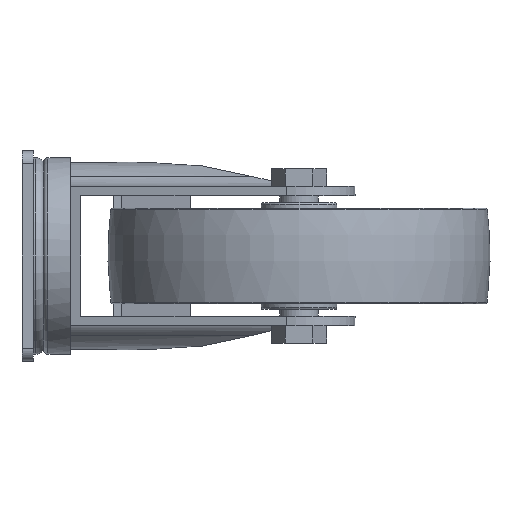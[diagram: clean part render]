
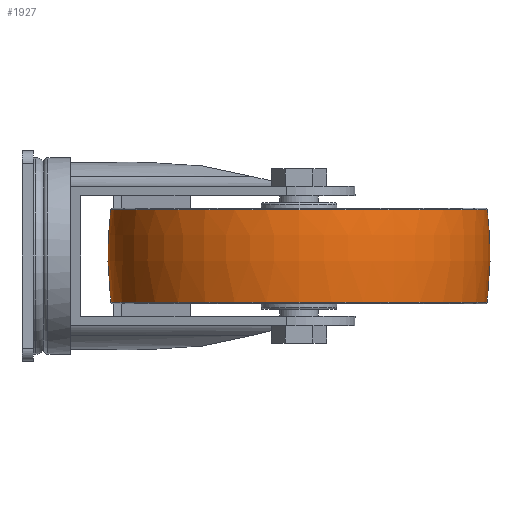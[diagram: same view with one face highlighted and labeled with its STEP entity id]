
A CAD part, left-side view. The second image highlights one B-rep face of the part: STEP entity #1927.
In plain terms, the highlighted toroidal (fillet/blend) face has major radius 100 mm and minor radius 200 mm.
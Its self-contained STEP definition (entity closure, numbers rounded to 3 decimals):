
#20=DEGENERATE_TOROIDAL_SURFACE('',#2127,100.,200.,
 .F.);
#152=CIRCLE('',#2126,98.54);
#153=CIRCLE('',#2128,98.54);
#528=ORIENTED_EDGE('',*,*,#902,.T.);
#529=ORIENTED_EDGE('',*,*,#901,.F.);
#901=EDGE_CURVE('',#1118,#1118,#152,.T.);
#902=EDGE_CURVE('',#1119,#1119,#153,.T.);
#1118=VERTEX_POINT('',#3209);
#1119=VERTEX_POINT('',#3212);
#1594=EDGE_LOOP('',(#528));
#1595=EDGE_LOOP('',(#529));
#1746=FACE_BOUND('',#1594,.T.);
#1747=FACE_BOUND('',#1595,.T.);
#1927=ADVANCED_FACE('',(#1746,#1747),#20,.F.);
#2126=AXIS2_PLACEMENT_3D('',#3208,#2592,#2593);
#2127=AXIS2_PLACEMENT_3D('',#3210,#2594,#2595);
#2128=AXIS2_PLACEMENT_3D('',#3211,#2596,#2597);
#2592=DIRECTION('',(0.,0.,-1.));
#2593=DIRECTION('',(-1.,0.,0.));
#2594=DIRECTION('',(0.,0.,-1.));
#2595=DIRECTION('',(-1.,0.,0.));
#2596=DIRECTION('',(0.,0.,-1.));
#2597=DIRECTION('',(-1.,0.,0.));
#3208=CARTESIAN_POINT('',(0.,0.,-24.121));
#3209=CARTESIAN_POINT('',(-98.54,0.,-24.121));
#3210=CARTESIAN_POINT('',(0.,0.,0.));
#3211=CARTESIAN_POINT('',(0.,0.,24.121));
#3212=CARTESIAN_POINT('',(-98.54,0.,24.121));
